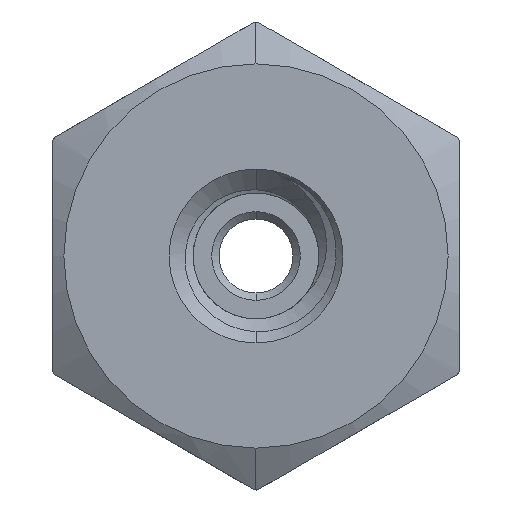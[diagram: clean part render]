
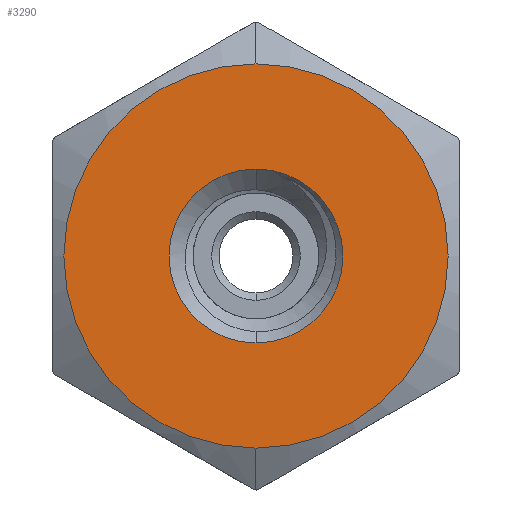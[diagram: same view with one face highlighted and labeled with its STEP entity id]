
A CAD part, front view. The second image highlights one B-rep face of the part: STEP entity #3290.
In plain terms, the highlighted planar face has unit normal (0, -1, 0).
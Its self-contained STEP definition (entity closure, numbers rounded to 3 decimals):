
#442 = DIRECTION ( 'NONE',  ( 0., 0., -1. ) ) ;
#536 = DIRECTION ( 'NONE',  ( 0., 0., -1. ) ) ;
#1094 = AXIS2_PLACEMENT_3D ( 'NONE', #11850, #6189, #442 ) ;
#1297 = CIRCLE ( 'NONE', #3023, 5.195 ) ;
#1509 = FACE_OUTER_BOUND ( 'NONE', #7471, .T. ) ;
#1551 = CIRCLE ( 'NONE', #6694, 2.35 ) ;
#1574 = CARTESIAN_POINT ( 'NONE',  ( 0., -10.64, 2.35 ) ) ;
#1670 = ORIENTED_EDGE ( 'NONE', *, *, #4841, .T. ) ;
#2527 = CARTESIAN_POINT ( 'NONE',  ( 0., -10.64, 0. ) ) ;
#3023 = AXIS2_PLACEMENT_3D ( 'NONE', #5317, #11927, #6272 ) ;
#3290 = ADVANCED_FACE ( 'NONE', ( #11036, #1509 ), #11936, .T. ) ;
#3311 = ORIENTED_EDGE ( 'NONE', *, *, #7654, .F. ) ;
#3397 = DIRECTION ( 'NONE',  ( 0., -1., 0. ) ) ;
#3483 = DIRECTION ( 'NONE',  ( 0., 0., -1. ) ) ;
#4234 = AXIS2_PLACEMENT_3D ( 'NONE', #10828, #5162, #11769 ) ;
#4244 = CARTESIAN_POINT ( 'NONE',  ( 0., -10.64, 5.195 ) ) ;
#4663 = VERTEX_POINT ( 'NONE', #4873 ) ;
#4671 = ORIENTED_EDGE ( 'NONE', *, *, #9071, .T. ) ;
#4747 = EDGE_LOOP ( 'NONE', ( #4671, #1670 ) ) ;
#4841 = EDGE_CURVE ( 'NONE', #11806, #4663, #1551, .T. ) ;
#4873 = CARTESIAN_POINT ( 'NONE',  ( 0., -10.64, -2.35 ) ) ;
#5101 = VERTEX_POINT ( 'NONE', #4244 ) ;
#5162 = DIRECTION ( 'NONE',  ( 0., 1., 0. ) ) ;
#5317 = CARTESIAN_POINT ( 'NONE',  ( 0., -10.64, 0. ) ) ;
#6079 = ORIENTED_EDGE ( 'NONE', *, *, #9129, .F. ) ;
#6189 = DIRECTION ( 'NONE',  ( 0., 1., 0. ) ) ;
#6272 = DIRECTION ( 'NONE',  ( 0., 0., 1. ) ) ;
#6394 = AXIS2_PLACEMENT_3D ( 'NONE', #10030, #3397, #536 ) ;
#6694 = AXIS2_PLACEMENT_3D ( 'NONE', #2527, #9177, #3483 ) ;
#7157 = CIRCLE ( 'NONE', #4234, 5.195 ) ;
#7471 = EDGE_LOOP ( 'NONE', ( #6079, #3311 ) ) ;
#7654 = EDGE_CURVE ( 'NONE', #11175, #5101, #7157, .T. ) ;
#8988 = CARTESIAN_POINT ( 'NONE',  ( 0., -10.64, -5.195 ) ) ;
#9071 = EDGE_CURVE ( 'NONE', #4663, #11806, #11407, .T. ) ;
#9129 = EDGE_CURVE ( 'NONE', #5101, #11175, #1297, .T. ) ;
#9177 = DIRECTION ( 'NONE',  ( 0., 1., 0. ) ) ;
#10030 = CARTESIAN_POINT ( 'NONE',  ( 0., -10.64, 0. ) ) ;
#10828 = CARTESIAN_POINT ( 'NONE',  ( 0., -10.64, 0. ) ) ;
#11036 = FACE_BOUND ( 'NONE', #4747, .T. ) ;
#11175 = VERTEX_POINT ( 'NONE', #8988 ) ;
#11407 = CIRCLE ( 'NONE', #1094, 2.35 ) ;
#11769 = DIRECTION ( 'NONE',  ( 0., 0., 1. ) ) ;
#11806 = VERTEX_POINT ( 'NONE', #1574 ) ;
#11850 = CARTESIAN_POINT ( 'NONE',  ( 0., -10.64, 0. ) ) ;
#11927 = DIRECTION ( 'NONE',  ( 0., 1., 0. ) ) ;
#11936 = PLANE ( 'NONE',  #6394 ) ;
